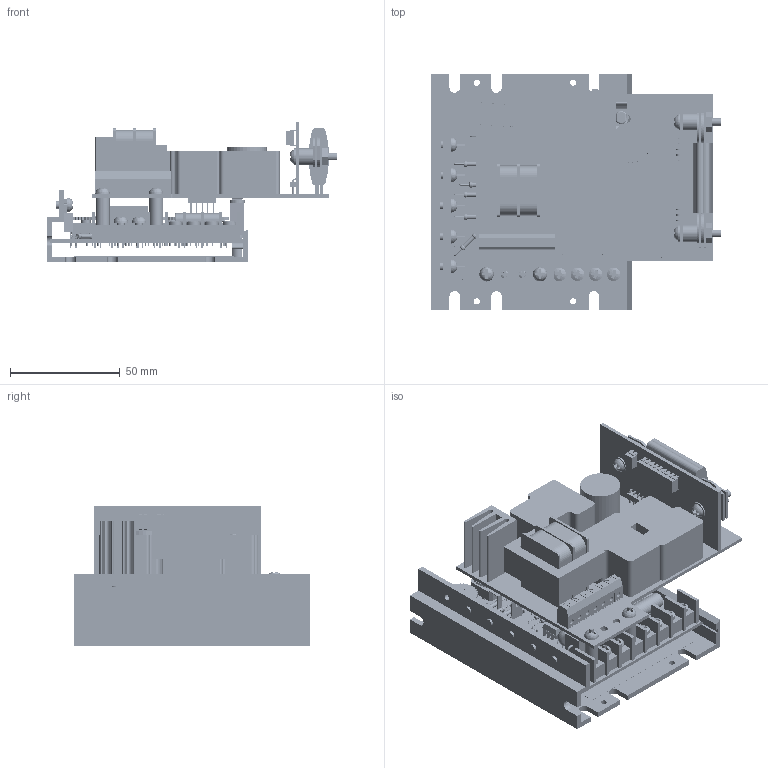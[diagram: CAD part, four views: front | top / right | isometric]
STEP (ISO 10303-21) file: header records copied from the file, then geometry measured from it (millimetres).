
FILE_DESCRIPTION (( 'STEP AP214' ), '1' );
FILE_NAME ('GSD7-120-5CR3.STEP', '2015-05-04T20:16:42', ( '' ), ( '' ), 'SwSTEP 2.0', 'SolidWorks 2014', '' );
FILE_SCHEMA (( 'AUTOMOTIVE_DESIGN' ));
Length unit declared in the file: inch
Products named in the file (46): U5; 2033F_125; DIP8; TO-220AB-TYPE52; R24; Free-Models; RES_AXIAL_25.4S-22.4L-9.7W-.600H; TO-92-2.54S; R1; cn5sofp; RES_AXIAL_25.4S-20.75L-7.2D-12.25H; DO-35; Q6; DIP6_WHITE; 130 Base Model Assembly; VARR500-890X440; CAP_AXIAL_16.51S-4D-4.1H; HDN632H_6-32 Hex nut; C9; RESA_675_130; 30W BR; C6; TH_CAP_AXIAL_19.050S-12L-5.25D-5.35H; HDS6TB.4375Z; C3; TH_CAP_AXIAL_15.24S-2.54D-2.55H; HDS6P.75Z; CAPR635-500X300; TH_CAP_AXIAL_20S-16L-8D-8.2H; Standoff; Board; POT_14MMSQ_TW; Adder board 2; Q62; Adder board 1; GSD7-120-5CR3; BTERM200-250X32-58RND; TB; Q61; 125-Assembly ...
Assembly tree (96 placements, depth 6):
  GSD7-120-5CR3
    130 Base Model Assembly
      125-Assembly
        2033F_125
          Board
          C3
            CAPR635-500X300
          C6
            CAPR635-500X300
          C9
            CAPR635-500X300
          Q6
            VARR500-890X440
          R1
            RES_AXIAL_25.4S-20.75L-7.2D-12.25H
          R24
            RES_AXIAL_25.4S-22.4L-9.7W-.600H
          U5
            DIP8
          Q58
            DIOA500-120x240-40-RND
          Q59
            DIOA500-120x240-40-RND
          Q61
            DIOA500-120x240-40-RND
          Q62
            BTERM200-250X32-58RND
          Free-Models
            POT_14MMSQ_TW  x4
            TH_CAP_AXIAL_20S-16L-8D-8.2H
            TH_CAP_AXIAL_15.24S-2.54D-2.55H  x2
            TH_CAP_AXIAL_19.050S-12L-5.25D-5.35H  x2
            RESA_675_130  x22
            CAP_AXIAL_16.51S-4D-4.1H  x2
            DIP6_WHITE
            DO-35  x4
            cn5sofp
            TO-92-2.54S
          TO-220AB-TYPE52  x5
        125_Metal
        HDS6P3_16Z  x5
        LB125ACE_LB125B  x2
      TB
      Adder board 1
      Adder board 2
      Standoff
      HDS6P.75Z  x4
      HDS6TB.4375Z  x2
      30W BR
      HDN632H_6-32 Hex nut  x2
      HDS6P3_16Z  x2
    30W BR
Bounding box: 132.76 x 107.95 x 64.19 mm (x, y, z)
Volume: 181554.4 mm3; surface area: 137623.3 mm2
Topology: 99 solids, 99 shells, 5316 faces, 12943 edges, 8290 vertices
Faces by surface type: plane 2781, cylinder 1893, torus 530, cone 88, bspline 16, sphere 8
Entity records: 121693 total; most frequent: CARTESIAN_POINT 15363, DIRECTION 14722, ORIENTED_EDGE 14002, EDGE_CURVE 7001, AXIS2_PLACEMENT_3D 5049, VECTOR 4624, LINE 4624, VERTEX_POINT 4576
